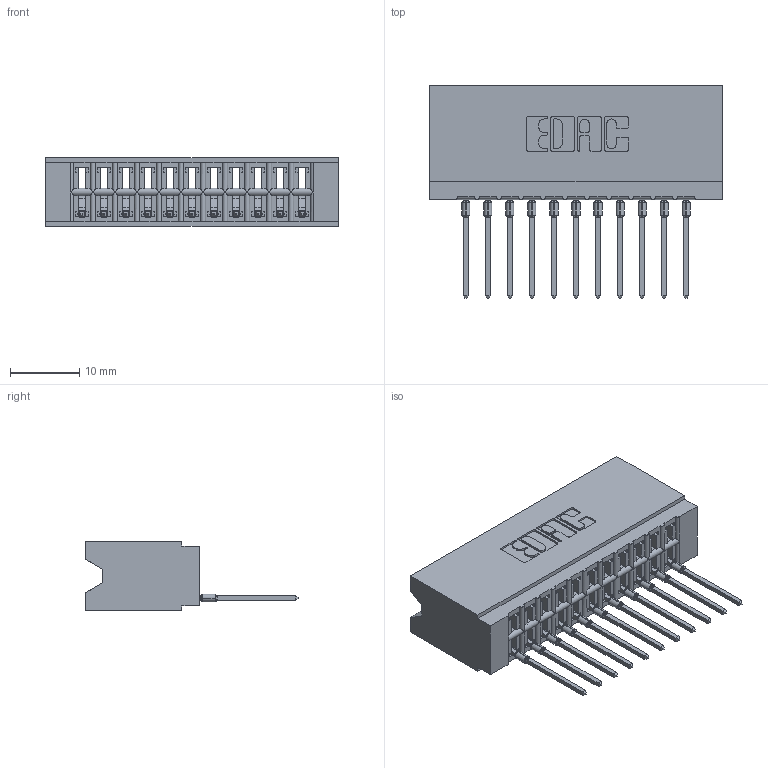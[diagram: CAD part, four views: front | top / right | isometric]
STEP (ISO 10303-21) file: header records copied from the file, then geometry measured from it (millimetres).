
FILE_DESCRIPTION (( 'STEP AP203' ), '1' );
FILE_NAME ('746-011-540-106.STEP', '2020-09-15T19:41:50', ( '' ), ( '' ), 'SwSTEP 2.0', 'SolidWorks 2020', '' );
FILE_SCHEMA (( 'CONFIG_CONTROL_DESIGN' ));
Length unit declared in the file: inch
Products named in the file (3): 746-011-540-106; 746 Part_.515 Slot Depth - 06; 746-292-001_540
Assembly tree (12 placements, depth 2):
  746-011-540-106
    746 Part_.515 Slot Depth - 06
    746-292-001_540  x11
Bounding box: 42.16 x 30.59 x 9.91 mm (x, y, z)
Volume: 4621.5 mm3; surface area: 6474.9 mm2
Topology: 12 solids, 12 shells, 1286 faces, 3642 edges, 2342 vertices
Faces by surface type: plane 749, cylinder 251, bspline 220, torus 66
Entity records: 21021 total; most frequent: CARTESIAN_POINT 4507, ORIENTED_EDGE 3584, DIRECTION 3024, EDGE_CURVE 1792, LINE 1498, VECTOR 1498, VERTEX_POINT 1182, AXIS2_PLACEMENT_3D 763
